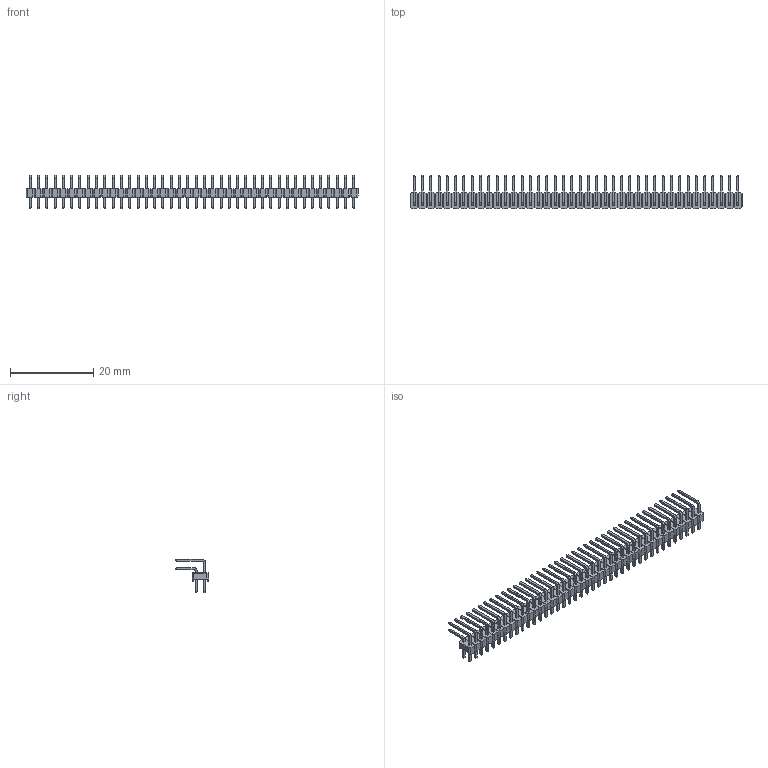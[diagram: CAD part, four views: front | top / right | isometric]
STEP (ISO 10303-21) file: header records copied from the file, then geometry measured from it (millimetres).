
FILE_DESCRIPTION(('STEP AP214'), '1');
FILE_NAME('PLD2-R', '', ('UNSPECIFIED'), ('UNSPECIFIED'), 'ASCON STEP Converter 1.6', 'ASCON Math Kernel', '');
FILE_SCHEMA(('AUTOMOTIVE_DESIGN { 1 0 10303 214 3 1 1}'));
Length unit declared in the file: millimetre
Bounding box: 80 x 8 x 8.05 mm (x, y, z)
Volume: 699.2 mm3; surface area: 2811.7 mm2
Topology: 1 solids, 1 shells, 2326 faces, 5735 edges, 3610 vertices
Faces by surface type: plane 2166, cylinder 160
Entity records: 85347 total; most frequent: CARTESIAN_POINT 11672, ORIENTED_EDGE 11470, DIRECTION 10709, EDGE_CURVE 5735, LINE 5415, VECTOR 5415, VERTEX_POINT 3610, AXIS2_PLACEMENT_3D 2647
